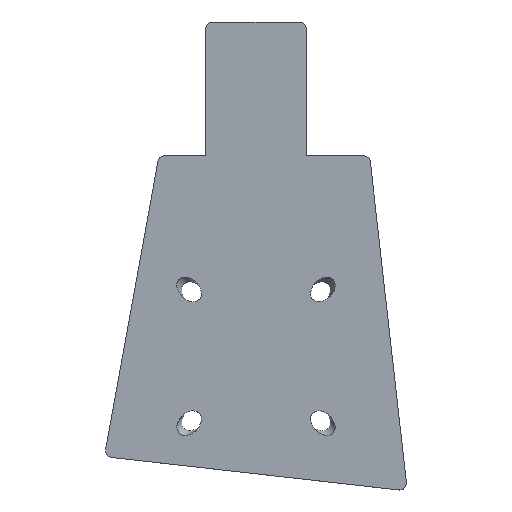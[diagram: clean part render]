
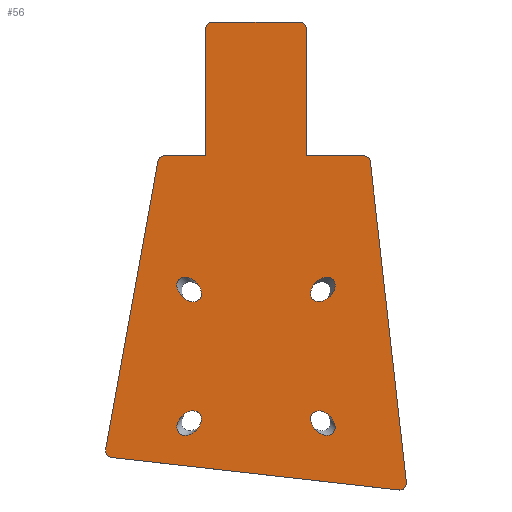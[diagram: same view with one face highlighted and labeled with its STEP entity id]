
A CAD part, top view. The second image highlights one B-rep face of the part: STEP entity #56.
In plain terms, the highlighted planar face has unit normal (0, 0, 1).
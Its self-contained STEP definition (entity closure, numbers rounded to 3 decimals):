
#56=ADVANCED_FACE('',(#242,#244,#246,#248,#250),#252,.T.);
#242=FACE_BOUND('',#243,.T.);
#243=EDGE_LOOP('',(#406,#407,#408,#409,#410,#411,#412,#413,#414,#415,#416,#417,#418,
#419));
#244=FACE_BOUND('',#245,.T.);
#245=EDGE_LOOP('',(#420));
#246=FACE_BOUND('',#247,.T.);
#247=EDGE_LOOP('',(#421));
#248=FACE_BOUND('',#249,.T.);
#249=EDGE_LOOP('',(#422));
#250=FACE_BOUND('',#251,.T.);
#251=EDGE_LOOP('',(#423));
#252=PLANE('',#253);
#253=AXIS2_PLACEMENT_3D('',#254,#255,#256);
#254=CARTESIAN_POINT('',(0.,0.,1.));
#255=DIRECTION('',(0.,0.,1.));
#256=DIRECTION('',(-1.,0.,0.));
#406=ORIENTED_EDGE('',*,*,#506,.T.);
#407=ORIENTED_EDGE('',*,*,#507,.T.);
#408=ORIENTED_EDGE('',*,*,#508,.T.);
#409=ORIENTED_EDGE('',*,*,#509,.T.);
#410=ORIENTED_EDGE('',*,*,#510,.T.);
#411=ORIENTED_EDGE('',*,*,#511,.T.);
#412=ORIENTED_EDGE('',*,*,#512,.T.);
#413=ORIENTED_EDGE('',*,*,#513,.T.);
#414=ORIENTED_EDGE('',*,*,#514,.T.);
#415=ORIENTED_EDGE('',*,*,#515,.T.);
#416=ORIENTED_EDGE('',*,*,#516,.T.);
#417=ORIENTED_EDGE('',*,*,#517,.T.);
#418=ORIENTED_EDGE('',*,*,#518,.T.);
#419=ORIENTED_EDGE('',*,*,#519,.T.);
#420=ORIENTED_EDGE('',*,*,#520,.T.);
#421=ORIENTED_EDGE('',*,*,#521,.T.);
#422=ORIENTED_EDGE('',*,*,#522,.T.);
#423=ORIENTED_EDGE('',*,*,#523,.T.);
#506=EDGE_CURVE('',#556,#557,#558,.T.);
#507=EDGE_CURVE('',#557,#559,#560,.T.);
#508=EDGE_CURVE('',#559,#561,#562,.T.);
#509=EDGE_CURVE('',#561,#563,#564,.T.);
#510=EDGE_CURVE('',#563,#565,#566,.T.);
#511=EDGE_CURVE('',#565,#567,#568,.T.);
#512=EDGE_CURVE('',#567,#569,#570,.T.);
#513=EDGE_CURVE('',#569,#571,#572,.T.);
#514=EDGE_CURVE('',#571,#573,#574,.T.);
#515=EDGE_CURVE('',#573,#575,#576,.T.);
#516=EDGE_CURVE('',#575,#577,#578,.T.);
#517=EDGE_CURVE('',#577,#579,#580,.T.);
#518=EDGE_CURVE('',#579,#581,#582,.T.);
#519=EDGE_CURVE('',#581,#556,#583,.T.);
#520=EDGE_CURVE('',#584,#584,#585,.F.);
#521=EDGE_CURVE('',#586,#586,#587,.F.);
#522=EDGE_CURVE('',#588,#588,#589,.F.);
#523=EDGE_CURVE('',#590,#590,#591,.F.);
#556=VERTEX_POINT('',#642);
#557=VERTEX_POINT('',#643);
#558=CIRCLE('',#644,1.);
#559=VERTEX_POINT('',#648);
#560=LINE('',#649,#650);
#561=VERTEX_POINT('',#652);
#562=LINE('',#653,#654);
#563=VERTEX_POINT('',#656);
#564=CIRCLE('',#657,1.);
#565=VERTEX_POINT('',#661);
#566=LINE('',#662,#663);
#567=VERTEX_POINT('',#665);
#568=CIRCLE('',#666,1.);
#569=VERTEX_POINT('',#670);
#570=LINE('',#671,#672);
#571=VERTEX_POINT('',#674);
#572=LINE('',#675,#676);
#573=VERTEX_POINT('',#678);
#574=CIRCLE('',#679,1.);
#575=VERTEX_POINT('',#683);
#576=LINE('',#684,#685);
#577=VERTEX_POINT('',#687);
#578=CIRCLE('',#688,1.);
#579=VERTEX_POINT('',#692);
#580=LINE('',#693,#694);
#581=VERTEX_POINT('',#696);
#582=CIRCLE('',#697,1.);
#583=LINE('',#701,#702);
#584=VERTEX_POINT('',#704);
#585=(BOUNDED_CURVE()B_SPLINE_CURVE(3,
(#705,#706,#707,#708,#709,#710,#711),
.UNSPECIFIED.,.T.,.F.)B_SPLINE_CURVE_WITH_KNOTS((4,3,4),
(0.,0.5,1.),
.UNSPECIFIED.)CURVE()GEOMETRIC_REPRESENTATION_ITEM()RATIONAL_B_SPLINE_CURVE((1.,
0.333,0.333,1.,0.333,0.333,1.))
REPRESENTATION_ITEM(''));
#586=VERTEX_POINT('',#712);
#587=(BOUNDED_CURVE()B_SPLINE_CURVE(3,
(#713,#714,#715,#716,#717,#718,#719),
.UNSPECIFIED.,.T.,.F.)B_SPLINE_CURVE_WITH_KNOTS((4,3,4),
(0.,0.5,1.),
.UNSPECIFIED.)CURVE()GEOMETRIC_REPRESENTATION_ITEM()RATIONAL_B_SPLINE_CURVE((1.,
0.333,0.333,1.,0.333,0.333,1.))
REPRESENTATION_ITEM(''));
#588=VERTEX_POINT('',#720);
#589=(BOUNDED_CURVE()B_SPLINE_CURVE(3,
(#721,#722,#723,#724,#725,#726,#727),
.UNSPECIFIED.,.T.,.F.)B_SPLINE_CURVE_WITH_KNOTS((4,3,4),
(0.,0.5,1.),
.UNSPECIFIED.)CURVE()GEOMETRIC_REPRESENTATION_ITEM()RATIONAL_B_SPLINE_CURVE((1.,
0.333,0.333,1.,0.333,0.333,1.))
REPRESENTATION_ITEM(''));
#590=VERTEX_POINT('',#728);
#591=(BOUNDED_CURVE()B_SPLINE_CURVE(3,
(#729,#730,#731,#732,#733,#734,#735),
.UNSPECIFIED.,.T.,.F.)B_SPLINE_CURVE_WITH_KNOTS((4,3,4),
(0.,0.5,1.),
.UNSPECIFIED.)CURVE()GEOMETRIC_REPRESENTATION_ITEM()RATIONAL_B_SPLINE_CURVE((1.,
0.333,0.333,1.,0.333,0.333,1.))
REPRESENTATION_ITEM(''));
#642=CARTESIAN_POINT('',(17.102,-20.927,1.));
#643=CARTESIAN_POINT('',(16.105,-20.,1.));
#644=AXIS2_PLACEMENT_3D('',#645,#646,#647);
#645=CARTESIAN_POINT('',(16.105,-21.,1.));
#646=DIRECTION('',(0.,0.,1.));
#647=DIRECTION('',(0.997,0.073,0.));
#648=CARTESIAN_POINT('',(7.5,-20.,1.));
#649=CARTESIAN_POINT('',(16.105,-20.,1.));
#650=VECTOR('',#651,1.);
#651=DIRECTION('',(-1.,0.,0.));
#652=CARTESIAN_POINT('',(7.5,-1.,1.));
#653=CARTESIAN_POINT('',(7.5,-20.,1.));
#654=VECTOR('',#655,1.);
#655=DIRECTION('',(0.,1.,0.));
#656=CARTESIAN_POINT('',(6.5,0.,1.));
#657=AXIS2_PLACEMENT_3D('',#658,#659,#660);
#658=CARTESIAN_POINT('',(6.5,-1.,1.));
#659=DIRECTION('',(0.,0.,1.));
#660=DIRECTION('',(1.,0.,0.));
#661=CARTESIAN_POINT('',(-6.5,0.,1.));
#662=CARTESIAN_POINT('',(6.5,0.,1.));
#663=VECTOR('',#664,1.);
#664=DIRECTION('',(-1.,0.,0.));
#665=CARTESIAN_POINT('',(-7.5,-1.,1.));
#666=AXIS2_PLACEMENT_3D('',#667,#668,#669);
#667=CARTESIAN_POINT('',(-6.5,-1.,1.));
#668=DIRECTION('',(0.,0.,1.));
#669=DIRECTION('',(0.,1.,0.));
#670=CARTESIAN_POINT('',(-7.5,-20.,1.));
#671=CARTESIAN_POINT('',(-7.5,-1.,1.));
#672=VECTOR('',#673,1.);
#673=DIRECTION('',(0.,-1.,0.));
#674=CARTESIAN_POINT('',(-13.682,-20.,1.));
#675=CARTESIAN_POINT('',(-7.5,-20.,1.));
#676=VECTOR('',#677,1.);
#677=DIRECTION('',(-1.,0.,0.));
#678=CARTESIAN_POINT('',(-14.674,-20.871,1.));
#679=AXIS2_PLACEMENT_3D('',#680,#681,#682);
#680=CARTESIAN_POINT('',(-13.682,-21.,1.));
#681=DIRECTION('',(0.,0.,1.));
#682=DIRECTION('',(0.,1.,0.));
#683=CARTESIAN_POINT('',(-22.492,-64.012,1.));
#684=CARTESIAN_POINT('',(-14.674,-20.871,1.));
#685=VECTOR('',#686,1.);
#686=DIRECTION('',(-0.178,-0.984,0.));
#687=CARTESIAN_POINT('',(-21.632,-65.132,1.));
#688=AXIS2_PLACEMENT_3D('',#689,#690,#691);
#689=CARTESIAN_POINT('',(-21.5,-64.141,1.));
#690=DIRECTION('',(0.,0.,1.));
#691=DIRECTION('',(-0.992,0.129,0.));
#692=CARTESIAN_POINT('',(21.368,-69.991,1.));
#693=CARTESIAN_POINT('',(-21.632,-65.132,1.));
#694=VECTOR('',#695,1.);
#695=DIRECTION('',(0.994,-0.112,0.));
#696=CARTESIAN_POINT('',(22.497,-68.927,1.));
#697=AXIS2_PLACEMENT_3D('',#698,#699,#700);
#698=CARTESIAN_POINT('',(21.5,-69.,1.));
#699=DIRECTION('',(0.,0.,1.));
#700=DIRECTION('',(-0.132,-0.991,0.));
#701=CARTESIAN_POINT('',(22.497,-68.927,1.));
#702=VECTOR('',#703,1.);
#703=DIRECTION('',(-0.112,0.994,0.));
#704=CARTESIAN_POINT('',(8.939,-38.939,1.));
#705=CARTESIAN_POINT('',(8.939,-38.939,1.));
#706=CARTESIAN_POINT('',(5.939,-41.939,1.));
#707=CARTESIAN_POINT('',(8.061,-44.061,1.));
#708=CARTESIAN_POINT('',(11.061,-41.061,1.));
#709=CARTESIAN_POINT('',(14.061,-38.061,1.));
#710=CARTESIAN_POINT('',(11.939,-35.939,1.));
#711=CARTESIAN_POINT('',(8.939,-38.939,1.));
#712=CARTESIAN_POINT('',(-11.061,-41.061,1.));
#713=CARTESIAN_POINT('',(-11.061,-41.061,1.));
#714=CARTESIAN_POINT('',(-8.061,-44.061,1.));
#715=CARTESIAN_POINT('',(-5.939,-41.939,1.));
#716=CARTESIAN_POINT('',(-8.939,-38.939,1.));
#717=CARTESIAN_POINT('',(-11.939,-35.939,1.));
#718=CARTESIAN_POINT('',(-14.061,-38.061,1.));
#719=CARTESIAN_POINT('',(-11.061,-41.061,1.));
#720=CARTESIAN_POINT('',(-8.939,-61.061,1.));
#721=CARTESIAN_POINT('',(-8.939,-61.061,1.));
#722=CARTESIAN_POINT('',(-5.939,-58.061,1.));
#723=CARTESIAN_POINT('',(-8.061,-55.939,1.));
#724=CARTESIAN_POINT('',(-11.061,-58.939,1.));
#725=CARTESIAN_POINT('',(-14.061,-61.939,1.));
#726=CARTESIAN_POINT('',(-11.939,-64.061,1.));
#727=CARTESIAN_POINT('',(-8.939,-61.061,1.));
#728=CARTESIAN_POINT('',(11.061,-58.939,1.));
#729=CARTESIAN_POINT('',(11.061,-58.939,1.));
#730=CARTESIAN_POINT('',(8.061,-55.939,1.));
#731=CARTESIAN_POINT('',(5.939,-58.061,1.));
#732=CARTESIAN_POINT('',(8.939,-61.061,1.));
#733=CARTESIAN_POINT('',(11.939,-64.061,1.));
#734=CARTESIAN_POINT('',(14.061,-61.939,1.));
#735=CARTESIAN_POINT('',(11.061,-58.939,1.));
